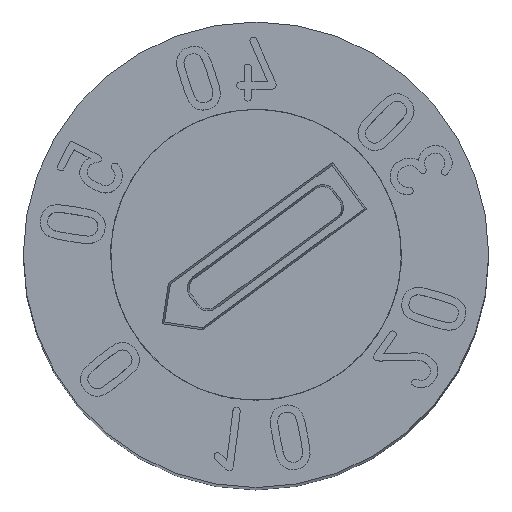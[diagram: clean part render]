
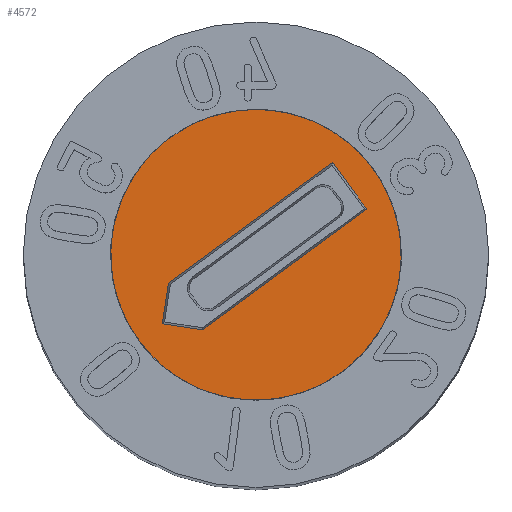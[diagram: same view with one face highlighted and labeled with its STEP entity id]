
A CAD part, top view. The second image highlights one B-rep face of the part: STEP entity #4572.
In plain terms, the highlighted planar face has unit normal (0, 0, 1).
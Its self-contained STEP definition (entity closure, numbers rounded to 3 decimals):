
#69=CIRCLE('',#4737,1.25);
#99=FACE_BOUND('',#686,.T.);
#161=PLANE('',#4736);
#410=FACE_OUTER_BOUND('',#685,.T.);
#685=EDGE_LOOP('',(#4116));
#686=EDGE_LOOP('',(#4117,#4118,#4119,#4120,#4121));
#985=LINE('',#9058,#1291);
#989=LINE('',#9065,#1295);
#992=LINE('',#9071,#1298);
#995=LINE('',#9077,#1301);
#997=LINE('',#9080,#1303);
#1291=VECTOR('',#5235,10.);
#1295=VECTOR('',#5241,10.);
#1298=VECTOR('',#5246,10.);
#1301=VECTOR('',#5251,10.);
#1303=VECTOR('',#5255,10.);
#2090=VERTEX_POINT('',#9055);
#2091=VERTEX_POINT('',#9057);
#2093=VERTEX_POINT('',#9063);
#2095=VERTEX_POINT('',#9069);
#2097=VERTEX_POINT('',#9075);
#2098=VERTEX_POINT('',#9083);
#2763=EDGE_CURVE('',#2091,#2090,#985,.T.);
#2767=EDGE_CURVE('',#2090,#2093,#989,.T.);
#2770=EDGE_CURVE('',#2093,#2095,#992,.T.);
#2773=EDGE_CURVE('',#2095,#2097,#995,.T.);
#2775=EDGE_CURVE('',#2097,#2091,#997,.T.);
#2776=EDGE_CURVE('',#2098,#2098,#69,.T.);
#4116=ORIENTED_EDGE('',*,*,#2776,.F.);
#4117=ORIENTED_EDGE('',*,*,#2763,.T.);
#4118=ORIENTED_EDGE('',*,*,#2767,.T.);
#4119=ORIENTED_EDGE('',*,*,#2770,.T.);
#4120=ORIENTED_EDGE('',*,*,#2773,.T.);
#4121=ORIENTED_EDGE('',*,*,#2775,.T.);
#4572=ADVANCED_FACE('',(#410,#99),#161,.F.);
#4736=AXIS2_PLACEMENT_3D('',#9082,#5258,#5259);
#4737=AXIS2_PLACEMENT_3D('',#9084,#5260,#5261);
#5235=DIRECTION('',(-0.707,-0.707,0.));
#5241=DIRECTION('',(-0.707,0.707,0.));
#5246=DIRECTION('',(0.,1.,0.));
#5251=DIRECTION('',(1.,0.,0.));
#5255=DIRECTION('',(0.,-1.,0.));
#5258=DIRECTION('center_axis',(0.,0.,-1.));
#5259=DIRECTION('ref_axis',(-1.,0.,0.));
#5260=DIRECTION('center_axis',(0.,0.,-1.));
#5261=DIRECTION('ref_axis',(-1.,0.,0.));
#9055=CARTESIAN_POINT('',(0.,-1.,2.3));
#9057=CARTESIAN_POINT('',(0.25,-0.75,2.3));
#9058=CARTESIAN_POINT('',(0.375,-0.625,2.3));
#9063=CARTESIAN_POINT('',(-0.25,-0.75,2.3));
#9065=CARTESIAN_POINT('',(-0.25,-0.75,2.3));
#9069=CARTESIAN_POINT('',(-0.25,1.,2.3));
#9071=CARTESIAN_POINT('',(-0.25,-0.375,2.3));
#9075=CARTESIAN_POINT('',(0.25,1.,2.3));
#9077=CARTESIAN_POINT('',(-0.125,1.,2.3));
#9080=CARTESIAN_POINT('',(0.25,0.5,2.3));
#9082=CARTESIAN_POINT('Origin',(0.,0.,2.3));
#9083=CARTESIAN_POINT('',(1.25,0.,2.3));
#9084=CARTESIAN_POINT('Origin',(0.,0.,2.3));
